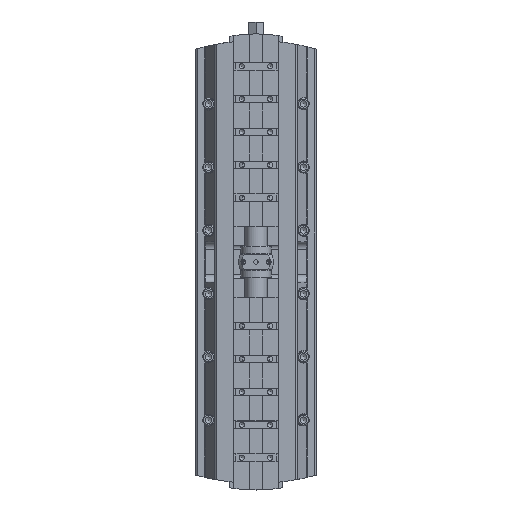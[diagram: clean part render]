
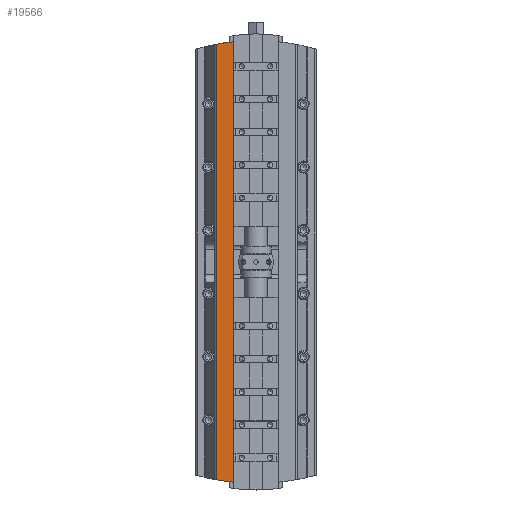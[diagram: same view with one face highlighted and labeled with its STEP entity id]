
A CAD part, top view. The second image highlights one B-rep face of the part: STEP entity #19566.
In plain terms, the highlighted planar face has unit normal (0, 0, 1).
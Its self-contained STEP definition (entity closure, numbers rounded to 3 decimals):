
#448=PLANE('',#20951);
#1307=FACE_OUTER_BOUND('',#2417,.T.);
#2417=EDGE_LOOP('',(#13152,#13153,#13154,#13155));
#3797=CIRCLE('',#20739,350.);
#3806=CIRCLE('',#20749,350.);
#4592=LINE('',#29029,#6322);
#4593=LINE('',#29031,#6323);
#6322=VECTOR('',#23095,10.);
#6323=VECTOR('',#23098,10.);
#7909=VERTEX_POINT('',#27753);
#7910=VERTEX_POINT('',#27755);
#7929=VERTEX_POINT('',#27824);
#7930=VERTEX_POINT('',#27826);
#9752=EDGE_CURVE('',#7909,#7910,#3797,.T.);
#9772=EDGE_CURVE('',#7929,#7930,#3806,.T.);
#10102=EDGE_CURVE('',#7929,#7910,#4592,.T.);
#10103=EDGE_CURVE('',#7930,#7909,#4593,.T.);
#13152=ORIENTED_EDGE('',*,*,#10103,.F.);
#13153=ORIENTED_EDGE('',*,*,#9772,.F.);
#13154=ORIENTED_EDGE('',*,*,#10102,.T.);
#13155=ORIENTED_EDGE('',*,*,#9752,.F.);
#19566=ADVANCED_FACE('',(#1307),#448,.F.);
#20739=AXIS2_PLACEMENT_3D('',#27756,#22504,#22505);
#20749=AXIS2_PLACEMENT_3D('',#27827,#22534,#22535);
#20951=AXIS2_PLACEMENT_3D('',#29030,#23096,#23097);
#22504=DIRECTION('center_axis',(0.,0.,-1.));
#22505=DIRECTION('ref_axis',(-1.,0.,0.));
#22534=DIRECTION('center_axis',(0.,0.,-1.));
#22535=DIRECTION('ref_axis',(-1.,0.,0.));
#23095=DIRECTION('',(0.,1.,0.));
#23096=DIRECTION('center_axis',(0.,0.,-1.));
#23097=DIRECTION('ref_axis',(-1.,0.,0.));
#23098=DIRECTION('',(0.,1.,0.));
#27753=CARTESIAN_POINT('',(-63.,344.283,100.));
#27755=CARTESIAN_POINT('',(-35.,348.246,100.));
#27756=CARTESIAN_POINT('Origin',(0.,0.,100.));
#27824=CARTESIAN_POINT('',(-35.,-348.246,100.));
#27826=CARTESIAN_POINT('',(-63.,-344.283,100.));
#27827=CARTESIAN_POINT('Origin',(0.,0.,100.));
#29029=CARTESIAN_POINT('',(-35.,-175.,100.));
#29030=CARTESIAN_POINT('Origin',(0.,0.,100.));
#29031=CARTESIAN_POINT('',(-63.,-175.,100.));
